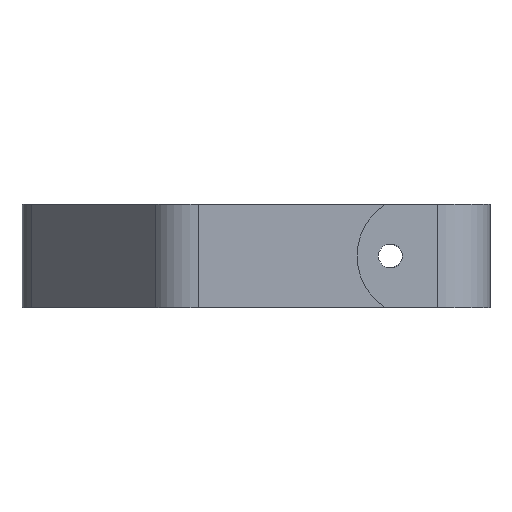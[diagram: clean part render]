
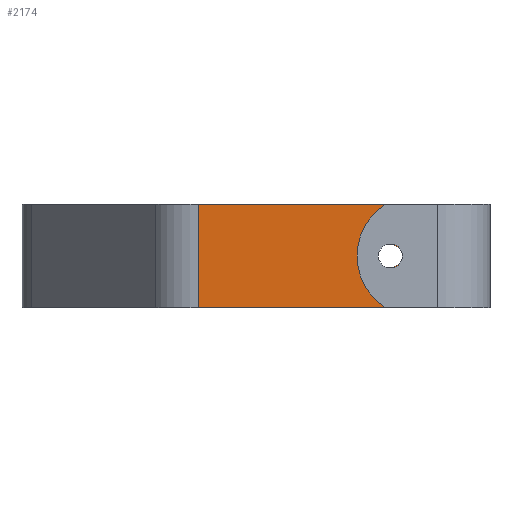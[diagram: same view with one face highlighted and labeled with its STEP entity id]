
A CAD part, left-side view. The second image highlights one B-rep face of the part: STEP entity #2174.
In plain terms, the highlighted planar face has unit normal (-1, 0.018, 0).
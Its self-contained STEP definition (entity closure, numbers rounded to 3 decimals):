
#53 = ORIENTED_EDGE ( 'NONE', *, *, #837, .F. ) ;
#55 = CARTESIAN_POINT ( 'NONE',  ( -182.039, -165.729, -5.5 ) ) ;
#67 = CARTESIAN_POINT ( 'NONE',  ( -182.109, -169.729, 5.5 ) ) ;
#81 = CARTESIAN_POINT ( 'NONE',  ( -182.503, -192.305, -25. ) ) ;
#135 = LINE ( 'NONE', #841, #1280 ) ;
#163 = FACE_OUTER_BOUND ( 'NONE', #2213, .T. ) ;
#187 = CARTESIAN_POINT ( 'NONE',  ( -180.489, -76.93, 25. ) ) ;
#189 = VERTEX_POINT ( 'NONE', #627 ) ;
#197 = AXIS2_PLACEMENT_3D ( 'NONE', #1960, #1087, #1275 ) ;
#278 = EDGE_CURVE ( 'NONE', #2020, #330, #842, .T. ) ;
#305 = DIRECTION ( 'NONE',  ( -0.017, -1., 0. ) ) ;
#323 = CARTESIAN_POINT ( 'NONE',  ( -182.109, -169.729, -5.5 ) ) ;
#330 = VERTEX_POINT ( 'NONE', #662 ) ;
#331 = VECTOR ( 'NONE', #305, 1000. ) ;
#432 = VERTEX_POINT ( 'NONE', #721 ) ;
#470 = CARTESIAN_POINT ( 'NONE',  ( -182.109, -169.729, 0. ) ) ;
#484 = LINE ( 'NONE', #1202, #1983 ) ;
#508 = EDGE_CURVE ( 'NONE', #564, #731, #638, .T. ) ;
#511 = DIRECTION ( 'NONE',  ( 1., -0.017, 0. ) ) ;
#530 = AXIS2_PLACEMENT_3D ( 'NONE', #187, #511, #2258 ) ;
#564 = VERTEX_POINT ( 'NONE', #1842 ) ;
#584 = ORIENTED_EDGE ( 'NONE', *, *, #508, .F. ) ;
#595 = CARTESIAN_POINT ( 'NONE',  ( -180.489, -76.93, 25. ) ) ;
#627 = CARTESIAN_POINT ( 'NONE',  ( -182.503, -192.305, 25. ) ) ;
#638 = LINE ( 'NONE', #67, #1668 ) ;
#662 = CARTESIAN_POINT ( 'NONE',  ( -182.109, -169.729, -5.5 ) ) ;
#721 = CARTESIAN_POINT ( 'NONE',  ( -180.489, -76.93, -25. ) ) ;
#731 = VERTEX_POINT ( 'NONE', #1733 ) ;
#784 = CIRCLE ( 'NONE', #967, 5.5 ) ;
#825 = DIRECTION ( 'NONE',  ( -1., 0.017, 0. ) ) ;
#837 = EDGE_CURVE ( 'NONE', #330, #564, #784, .T. ) ;
#841 = CARTESIAN_POINT ( 'NONE',  ( -180.489, -76.93, -25. ) ) ;
#842 = LINE ( 'NONE', #323, #331 ) ;
#863 = DIRECTION ( 'NONE',  ( -0.017, -1., 0. ) ) ;
#889 = ORIENTED_EDGE ( 'NONE', *, *, #278, .F. ) ;
#949 = LINE ( 'NONE', #1329, #1357 ) ;
#967 = AXIS2_PLACEMENT_3D ( 'NONE', #470, #825, #1527 ) ;
#1034 = ORIENTED_EDGE ( 'NONE', *, *, #1064, .F. ) ;
#1064 = EDGE_CURVE ( 'NONE', #731, #2020, #1188, .T. ) ;
#1087 = DIRECTION ( 'NONE',  ( -1., 0.017, 0. ) ) ;
#1176 = DIRECTION ( 'NONE',  ( 0., 0., -1. ) ) ;
#1188 = CIRCLE ( 'NONE', #197, 5.5 ) ;
#1190 = VERTEX_POINT ( 'NONE', #595 ) ;
#1202 = CARTESIAN_POINT ( 'NONE',  ( -180.489, -76.93, 25. ) ) ;
#1214 = CARTESIAN_POINT ( 'NONE',  ( -180.489, -76.93, 25. ) ) ;
#1230 = ORIENTED_EDGE ( 'NONE', *, *, #1425, .T. ) ;
#1263 = VERTEX_POINT ( 'NONE', #81 ) ;
#1275 = DIRECTION ( 'NONE',  ( 0., 0., -1. ) ) ;
#1280 = VECTOR ( 'NONE', #863, 1000. ) ;
#1316 = EDGE_LOOP ( 'NONE', ( #584, #53, #889, #1034 ) ) ;
#1318 = DIRECTION ( 'NONE',  ( 0., 0., -1. ) ) ;
#1329 = CARTESIAN_POINT ( 'NONE',  ( -182.503, -192.305, 25. ) ) ;
#1353 = FACE_BOUND ( 'NONE', #1316, .T. ) ;
#1357 = VECTOR ( 'NONE', #1318, 1000. ) ;
#1388 = LINE ( 'NONE', #1214, #1539 ) ;
#1425 = EDGE_CURVE ( 'NONE', #1190, #432, #1388, .T. ) ;
#1516 = DIRECTION ( 'NONE',  ( 0.017, 1., 0. ) ) ;
#1527 = DIRECTION ( 'NONE',  ( 0., 0., -1. ) ) ;
#1539 = VECTOR ( 'NONE', #1176, 1000. ) ;
#1567 = PLANE ( 'NONE',  #530 ) ;
#1592 = ORIENTED_EDGE ( 'NONE', *, *, #2058, .F. ) ;
#1629 = ORIENTED_EDGE ( 'NONE', *, *, #1730, .T. ) ;
#1668 = VECTOR ( 'NONE', #1516, 1000. ) ;
#1720 = EDGE_CURVE ( 'NONE', #1190, #189, #484, .T. ) ;
#1730 = EDGE_CURVE ( 'NONE', #432, #1263, #135, .T. ) ;
#1733 = CARTESIAN_POINT ( 'NONE',  ( -182.039, -165.729, 5.5 ) ) ;
#1842 = CARTESIAN_POINT ( 'NONE',  ( -182.109, -169.729, 5.5 ) ) ;
#1845 = ORIENTED_EDGE ( 'NONE', *, *, #1720, .F. ) ;
#1960 = CARTESIAN_POINT ( 'NONE',  ( -182.039, -165.729, 0. ) ) ;
#1983 = VECTOR ( 'NONE', #2252, 1000. ) ;
#2020 = VERTEX_POINT ( 'NONE', #55 ) ;
#2058 = EDGE_CURVE ( 'NONE', #189, #1263, #949, .T. ) ;
#2174 = ADVANCED_FACE ( 'NONE', ( #1353, #163 ), #1567, .F. ) ;
#2213 = EDGE_LOOP ( 'NONE', ( #1629, #1592, #1845, #1230 ) ) ;
#2252 = DIRECTION ( 'NONE',  ( -0.017, -1., 0. ) ) ;
#2258 = DIRECTION ( 'NONE',  ( 0.017, 1., 0. ) ) ;
